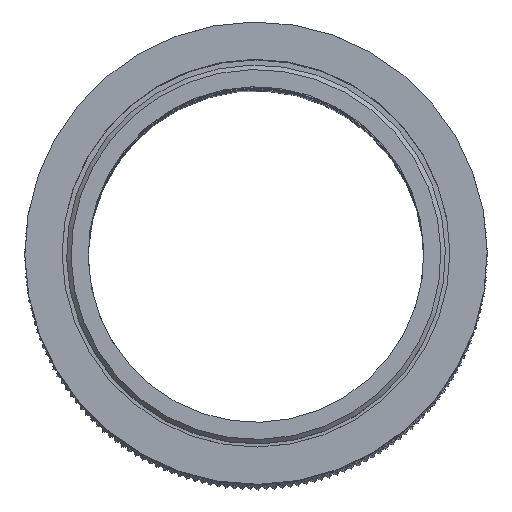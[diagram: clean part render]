
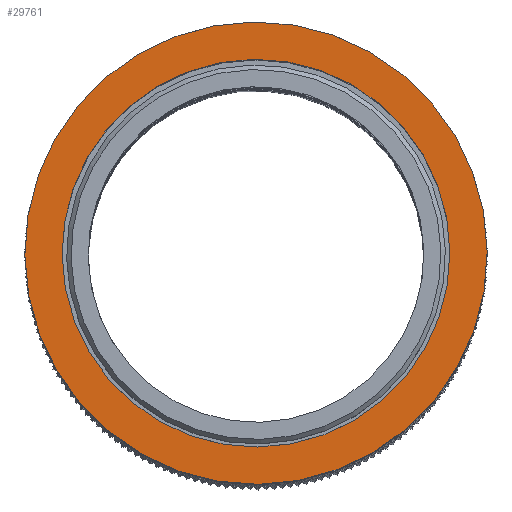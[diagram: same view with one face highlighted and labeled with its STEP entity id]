
A CAD part, top view. The second image highlights one B-rep face of the part: STEP entity #29761.
In plain terms, the highlighted planar face has unit normal (0, 0, 1).
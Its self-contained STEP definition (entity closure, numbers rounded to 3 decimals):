
#155=FACE_BOUND('',#3284,.T.);
#1691=FACE_OUTER_BOUND('',#3283,.T.);
#3283=EDGE_LOOP('',(#25248));
#3284=EDGE_LOOP('',(#25249));
#9116=CIRCLE('',#34288,13.);
#9118=CIRCLE('',#34291,15.5);
#12069=VERTEX_POINT('',#53566);
#12071=VERTEX_POINT('',#53571);
#16462=EDGE_CURVE('',#12069,#12069,#9116,.T.);
#16464=EDGE_CURVE('',#12071,#12071,#9118,.T.);
#25248=ORIENTED_EDGE('',*,*,#16464,.F.);
#25249=ORIENTED_EDGE('',*,*,#16462,.T.);
#26721=PLANE('',#34293);
#29761=ADVANCED_FACE('',(#1691,#155),#26721,.F.);
#34288=AXIS2_PLACEMENT_3D('',#53567,#44681,#44682);
#34291=AXIS2_PLACEMENT_3D('',#53572,#44687,#44688);
#34293=AXIS2_PLACEMENT_3D('',#53575,#44691,#44692);
#44681=DIRECTION('center_axis',(0.,0.,-1.));
#44682=DIRECTION('ref_axis',(-1.,0.,0.));
#44687=DIRECTION('center_axis',(0.,0.,-1.));
#44688=DIRECTION('ref_axis',(-1.,0.,0.));
#44691=DIRECTION('center_axis',(0.,0.,-1.));
#44692=DIRECTION('ref_axis',(-1.,0.,0.));
#53566=CARTESIAN_POINT('',(13.,0.,0.5));
#53567=CARTESIAN_POINT('Origin',(0.,0.,0.5));
#53571=CARTESIAN_POINT('',(15.5,0.,0.5));
#53572=CARTESIAN_POINT('Origin',(0.,0.,0.5));
#53575=CARTESIAN_POINT('Origin',(0.,0.,0.5));
